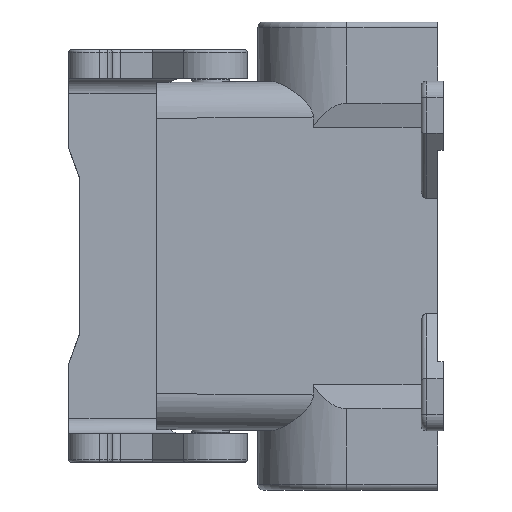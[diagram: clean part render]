
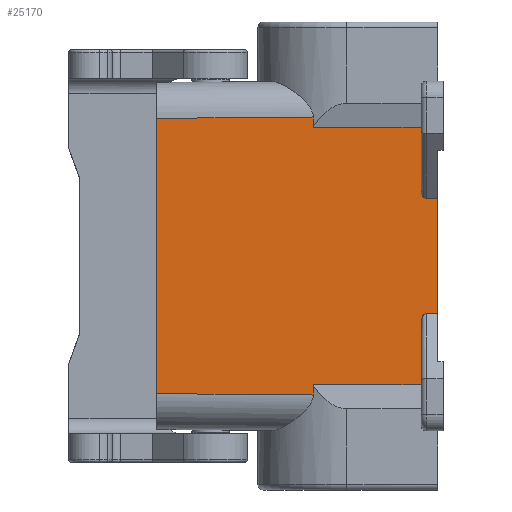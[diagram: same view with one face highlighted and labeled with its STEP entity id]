
A CAD part, front view. The second image highlights one B-rep face of the part: STEP entity #25170.
In plain terms, the highlighted face is planar.
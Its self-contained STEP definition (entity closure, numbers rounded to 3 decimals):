
#6760=CARTESIAN_POINT('',(103.772,43.396,
69.935));
#6770=VERTEX_POINT('',#6760);
#6800=CARTESIAN_POINT('',(0.,43.396,69.935));
#6810=DIRECTION('',(-1.,0.,0.));
#6820=VECTOR('',#6810,1.);
#6830=LINE('',#6800,#6820);
#6840=CARTESIAN_POINT('',(101.934,43.396,
69.935));
#6850=VERTEX_POINT('',#6840);
#6860=EDGE_CURVE('',#6770,#6850,#6830,.T.);
#16530=CARTESIAN_POINT('',(55.114,43.567,
50.32));
#16540=VERTEX_POINT('',#16530);
#16570=CARTESIAN_POINT('',(55.114,44.003,
0.384));
#16580=DIRECTION('',(0.,-0.009,1.));
#16590=VECTOR('',#16580,1.);
#16600=LINE('',#16570,#16590);
#16610=CARTESIAN_POINT('',(55.114,43.396,
69.935));
#16620=VERTEX_POINT('',#16610);
#16630=EDGE_CURVE('',#16540,#16620,#16600,.T.);
#21990=CARTESIAN_POINT('',(103.524,43.148,
98.32));
#22000=DIRECTION('',(-0.009,-0.009,
1.));
#22010=VECTOR('',#22000,1.);
#22020=LINE('',#21990,#22010);
#22030=CARTESIAN_POINT('',(103.524,43.148,
98.32));
#22040=VERTEX_POINT('',#22030);
#22050=EDGE_CURVE('',#6770,#22040,#22020,.T.);
#23030=CARTESIAN_POINT('',(89.009,43.576,
49.32));
#23040=VERTEX_POINT('',#23030);
#23070=CARTESIAN_POINT('',(89.512,43.998,
0.94));
#23080=DIRECTION('',(0.01,0.009,
-1.));
#23090=VECTOR('',#23080,1.);
#23100=LINE('',#23070,#23090);
#23110=CARTESIAN_POINT('',(89.029,43.593,
47.32));
#23120=VERTEX_POINT('',#23110);
#23130=EDGE_CURVE('',#23040,#23120,#23100,.T.);
#24300=CARTESIAN_POINT('',(36.024,44.003,
0.384));
#24310=DIRECTION('',(0.,1.,0.009));
#24320=DIRECTION('',(0.,0.009,-1.));
#24330=AXIS2_PLACEMENT_3D('',#24300,#24310,#24320);
#24340=PLANE('',#24330);
#24350=CARTESIAN_POINT('',(53.524,43.148,
98.32));
#24360=DIRECTION('',(0.009,-0.009,
1.));
#24370=VECTOR('',#24360,1.);
#24380=LINE('',#24350,#24370);
#24390=CARTESIAN_POINT('',(53.276,43.396,
69.935));
#24400=VERTEX_POINT('',#24390);
#24410=CARTESIAN_POINT('',(53.524,43.148,
98.32));
#24420=VERTEX_POINT('',#24410);
#24430=EDGE_CURVE('',#24400,#24420,#24380,.T.);
#24440=ORIENTED_EDGE('',*,*,#24430,.T.);
#24450=CARTESIAN_POINT('',(157.048,43.396,
69.935));
#24460=DIRECTION('',(1.,0.,0.));
#24470=VECTOR('',#24460,1.);
#24480=LINE('',#24450,#24470);
#24490=EDGE_CURVE('',#24400,#16620,#24480,.T.);
#24500=ORIENTED_EDGE('',*,*,#24490,.F.);
#24510=ORIENTED_EDGE('',*,*,#16630,.T.);
#24520=CARTESIAN_POINT('',(121.024,43.567,
50.32));
#24530=DIRECTION('',(-1.,0.,0.));
#24540=VECTOR('',#24530,1.);
#24550=LINE('',#24520,#24540);
#24560=CARTESIAN_POINT('',(66.494,43.567,
50.32));
#24570=VERTEX_POINT('',#24560);
#24580=EDGE_CURVE('',#24570,#16540,#24550,.T.);
#24590=ORIENTED_EDGE('',*,*,#24580,.T.);
#24600=CARTESIAN_POINT('',(66.484,43.576,
49.32));
#24610=DIRECTION('',(0.,-1.,-0.009));
#24620=DIRECTION('',(-1.,0.,
-0.007));
#24630=AXIS2_PLACEMENT_3D('',#24600,#24610,#24620);
#24640=ELLIPSE('',#24630,1.556,1.);
#24650=CARTESIAN_POINT('',(68.039,43.576,
49.32));
#24660=VERTEX_POINT('',#24650);
#24670=EDGE_CURVE('',#24660,#24570,#24640,.T.);
#24680=ORIENTED_EDGE('',*,*,#24670,.T.);
#24690=CARTESIAN_POINT('',(67.536,43.998,
0.94));
#24700=DIRECTION('',(-0.01,0.009,
-1.));
#24710=VECTOR('',#24700,1.);
#24720=LINE('',#24690,#24710);
#24730=CARTESIAN_POINT('',(68.019,43.593,
47.32));
#24740=VERTEX_POINT('',#24730);
#24750=EDGE_CURVE('',#24660,#24740,#24720,.T.);
#24760=ORIENTED_EDGE('',*,*,#24750,.F.);
#24770=CARTESIAN_POINT('',(36.024,43.593,
47.32));
#24780=DIRECTION('',(-1.,0.,0.));
#24790=VECTOR('',#24780,1.);
#24800=LINE('',#24770,#24790);
#24810=EDGE_CURVE('',#23120,#24740,#24800,.T.);
#24820=ORIENTED_EDGE('',*,*,#24810,.T.);
#24830=ORIENTED_EDGE('',*,*,#23130,.T.);
#24840=CARTESIAN_POINT('',(90.564,43.576,
49.32));
#24850=DIRECTION('',(0.,1.,0.009));
#24860=DIRECTION('',(1.,0.,
-0.007));
#24870=AXIS2_PLACEMENT_3D('',#24840,#24850,#24860);
#24880=ELLIPSE('',#24870,1.556,1.);
#24890=CARTESIAN_POINT('',(90.554,43.567,
50.32));
#24900=VERTEX_POINT('',#24890);
#24910=EDGE_CURVE('',#23040,#24900,#24880,.T.);
#24920=ORIENTED_EDGE('',*,*,#24910,.F.);
#24930=CARTESIAN_POINT('',(36.024,43.567,
50.32));
#24940=DIRECTION('',(1.,0.,0.));
#24950=VECTOR('',#24940,1.);
#24960=LINE('',#24930,#24950);
#24970=CARTESIAN_POINT('',(101.934,43.567,
50.32));
#24980=VERTEX_POINT('',#24970);
#24990=EDGE_CURVE('',#24900,#24980,#24960,.T.);
#25000=ORIENTED_EDGE('',*,*,#24990,.F.);
#25010=CARTESIAN_POINT('',(101.934,44.003,
0.384));
#25020=DIRECTION('',(0.,-0.009,1.));
#25030=VECTOR('',#25020,1.);
#25040=LINE('',#25010,#25030);
#25050=EDGE_CURVE('',#24980,#6850,#25040,.T.);
#25060=ORIENTED_EDGE('',*,*,#25050,.F.);
#25070=ORIENTED_EDGE('',*,*,#6860,.T.);
#25080=ORIENTED_EDGE('',*,*,#22050,.F.);
#25090=CARTESIAN_POINT('',(0.,43.148,98.32));
#25100=DIRECTION('',(1.,0.,0.));
#25110=VECTOR('',#25100,1.);
#25120=LINE('',#25090,#25110);
#25130=EDGE_CURVE('',#24420,#22040,#25120,.T.);
#25140=ORIENTED_EDGE('',*,*,#25130,.T.);
#25150=EDGE_LOOP('',(#25140,#25080,#25070,#25060,#25000,#24920,#24830,
#24820,#24760,#24680,#24590,#24510,#24500,#24440));
#25160=FACE_OUTER_BOUND('',#25150,.T.);
#25170=ADVANCED_FACE('',(#25160),#24340,.T.);
